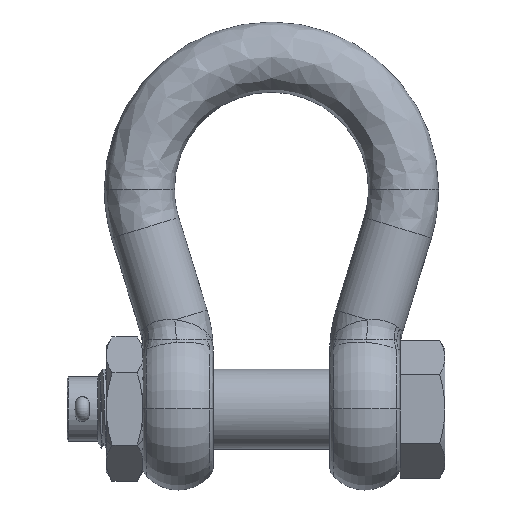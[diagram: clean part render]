
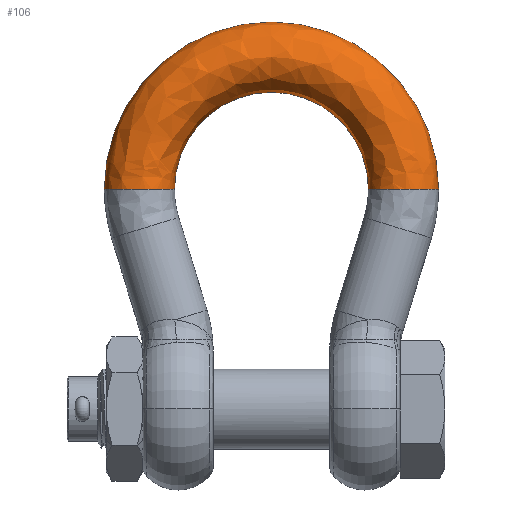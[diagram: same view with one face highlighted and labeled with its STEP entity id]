
A CAD part, top view. The second image highlights one B-rep face of the part: STEP entity #106.
In plain terms, the highlighted free-form (B-spline) face has degree [3, 3] with [4, 4] control points.
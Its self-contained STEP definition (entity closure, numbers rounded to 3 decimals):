
#106=ADVANCED_FACE('NONE',(#852),#853,.F.);
#852=FACE_OUTER_BOUND('',#2366,.T.);
#853=(B_SPLINE_SURFACE(3,3,((#2368,#2369,#2370,#2371),(#2372,#2373,#2374,#2375),(#2376,#2377,#2378,#2379),(#2380,#2381,#2382,#2383)),.UNSPECIFIED.,.F.,.F.,.F.)B_SPLINE_SURFACE_WITH_KNOTS((4,4),(4,4),(0.0,1.0),(0.0,1.0),.UNSPECIFIED.)RATIONAL_B_SPLINE_SURFACE(((1.0,0.333,0.333,1.0),(0.333,0.111,0.111,0.333),(0.333,0.111,0.111,0.333),(1.0,0.333,0.333,1.0)))BOUNDED_SURFACE()REPRESENTATION_ITEM('')GEOMETRIC_REPRESENTATION_ITEM()SURFACE());
#2366=EDGE_LOOP('',(#14217,#14218,#14219,#14220));
#2368=CARTESIAN_POINT('',(-69.0,156.5,0.));
#2369=CARTESIAN_POINT('',(-69.0,294.5,0.));
#2370=CARTESIAN_POINT('',(69.0,294.5,0.));
#2371=CARTESIAN_POINT('',(69.0,156.5,0.));
#2372=CARTESIAN_POINT('',(-69.0,156.5,50.));
#2373=CARTESIAN_POINT('',(-69.0,294.5,50.));
#2374=CARTESIAN_POINT('',(69.0,294.5,50.));
#2375=CARTESIAN_POINT('',(69.0,156.5,50.));
#2376=CARTESIAN_POINT('',(-119.0,156.5,50.0));
#2377=CARTESIAN_POINT('',(-119.0,394.5,50.0));
#2378=CARTESIAN_POINT('',(119.0,394.5,50.0));
#2379=CARTESIAN_POINT('',(119.0,156.5,50.0));
#2380=CARTESIAN_POINT('',(-119.0,156.5,0.));
#2381=CARTESIAN_POINT('',(-119.0,394.5,0.));
#2382=CARTESIAN_POINT('',(119.0,394.5,0.));
#2383=CARTESIAN_POINT('',(119.0,156.5,0.));
#14217=ORIENTED_EDGE('',*,*,#19499,.F.);
#14218=ORIENTED_EDGE('',*,*,#19500,.T.);
#14219=ORIENTED_EDGE('',*,*,#19501,.F.);
#14220=ORIENTED_EDGE('',*,*,#19502,.F.);
#19499=EDGE_CURVE('NONE',#21575,#21576,#21577,.T.);
#19500=EDGE_CURVE('NONE',#21575,#21578,#21579,.T.);
#19501=EDGE_CURVE('NONE',#21580,#21578,#21581,.T.);
#19502=EDGE_CURVE('NONE',#21576,#21580,#21582,.T.);
#21575=VERTEX_POINT('NONE',#25121);
#21576=VERTEX_POINT('NONE',#25122);
#21577=CIRCLE('',#25123,69.0);
#21578=VERTEX_POINT('NONE',#25124);
#21579=(B_SPLINE_CURVE(3,(#25126,#25127,#25128,#25129),.UNSPECIFIED.,.F.,.F.)B_SPLINE_CURVE_WITH_KNOTS((4,4),(0.0,1.0),.UNSPECIFIED.)RATIONAL_B_SPLINE_CURVE((1.0,0.333,0.333,1.0))BOUNDED_CURVE()REPRESENTATION_ITEM('')GEOMETRIC_REPRESENTATION_ITEM()CURVE());
#21580=VERTEX_POINT('NONE',#25136);
#21581=CIRCLE('',#25137,119.0);
#21582=CIRCLE('',#25138,25.0);
#25121=CARTESIAN_POINT('',(69.0,156.5,0.));
#25122=CARTESIAN_POINT('',(-69.,156.5,0.));
#25123=AXIS2_PLACEMENT_3D('',#38646,#38647,#38648);
#25124=CARTESIAN_POINT('',(119.0,156.5,0.));
#25126=CARTESIAN_POINT('',(69.0,156.5,0.));
#25127=CARTESIAN_POINT('',(69.0,156.5,50.));
#25128=CARTESIAN_POINT('',(119.0,156.5,50.0));
#25129=CARTESIAN_POINT('',(119.0,156.5,0.));
#25136=CARTESIAN_POINT('',(-119.,156.5,0.));
#25137=AXIS2_PLACEMENT_3D('',#38649,#38650,#38651);
#25138=AXIS2_PLACEMENT_3D('',#38652,#38653,#38654);
#38646=CARTESIAN_POINT('',(0.0,156.5,0.));
#38647=DIRECTION('',(0.0,-0.0,1.0));
#38648=DIRECTION('',(1.0,0.0,0.0));
#38649=CARTESIAN_POINT('',(0.0,156.5,0.));
#38650=DIRECTION('',(0.0,0.0,-1.0));
#38651=DIRECTION('',(1.0,0.0,0.0));
#38652=CARTESIAN_POINT('',(-94.0,156.5,0.));
#38653=DIRECTION('',(0.0,-1.0,0.0));
#38654=DIRECTION('',(0.0,0.0,-1.0));
